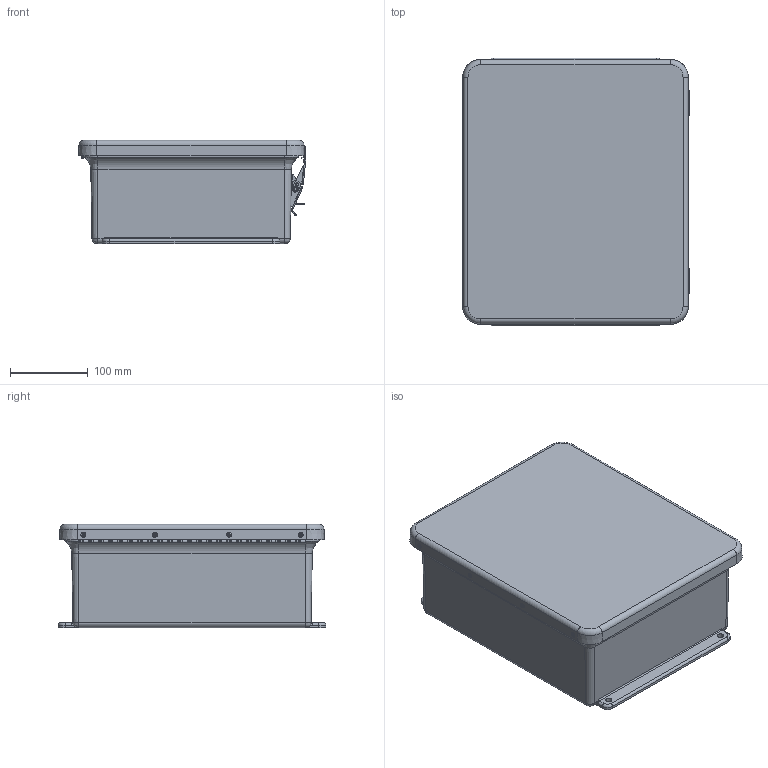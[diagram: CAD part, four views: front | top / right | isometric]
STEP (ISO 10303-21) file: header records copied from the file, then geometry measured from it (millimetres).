
FILE_DESCRIPTION(/* description */ (''),/* implementation_level */ '2;1');
FILE_NAME(/* name */ 'HW-WHJ121005CHQR.stp',/* time_stamp */ '2014-04-08T07:44:33-05:00',/* author */ ('jtigges'),/* organization */ (''),/* preprocessor_version */ 'ST-DEVELOPER v15.2',/* originating_system */ 'Autodesk Inventor 2014',/* authorisation */ '');
FILE_SCHEMA (('AUTOMOTIVE_DESIGN { 1 0 10303 214 3 1 1 }'));
Length unit declared in the file: inch
Products named in the file (24): J1210HL_1; RMINS45821P_101; RMINS45821P_102; RMINS45821P_103; RMINS45821P_104; J1210BHL; RMHINGCOV11; RMHINGPIN11; RMHINGBOX11; RMHING11; J1210HLCVR; GASKET_1210; WP1210HLU; RMRIV43; RMRIV44; RMKEEPSSL; Anchor Plate; Locking Layer; Hook blade; Hinge Pin_Lower; Hinge Pin_Upper; RMLATPLSSL; WH-J1210HPL_STP
Bounding box: 293.04 x 344.49 x 132.86 mm (x, y, z)
Volume: 1430410.1 mm3; surface area: 772920.7 mm2
Topology: 38 solids, 38 shells, 979 faces, 2493 edges, 1625 vertices
Faces by surface type: plane 423, cylinder 409, torus 68, bspline 40, cone 39
Full cylindrical faces by diameter (mm): 2.159 x47, 2.64 x8, 3.048 x2, 3.175 x16, 3.302 x4, 3.327 x8, 3.429 x18, 3.556 x20, 3.861 x5, 3.962 x7, 4.306 x4, 5.537 x4, 6.35 x8, 6.858 x4, 7.62 x4, 9.525 x2
Entity records: 23900 total; most frequent: CARTESIAN_POINT 5526, DIRECTION 3913, ORIENTED_EDGE 3436, EDGE_CURVE 1718, AXIS2_PLACEMENT_3D 1489, VERTEX_POINT 1183, EDGE_LOOP 1045, LINE 935
